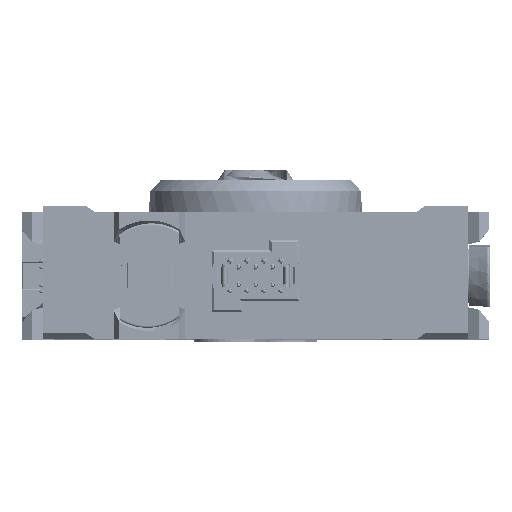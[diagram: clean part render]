
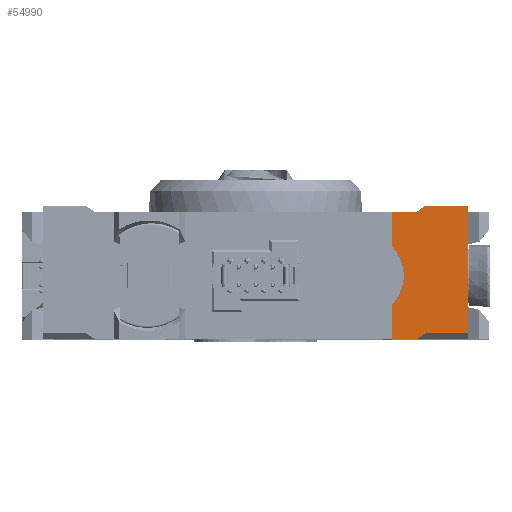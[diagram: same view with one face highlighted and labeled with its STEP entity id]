
A CAD part, top view. The second image highlights one B-rep face of the part: STEP entity #54990.
In plain terms, the highlighted planar face has unit normal (0, 0, 1).
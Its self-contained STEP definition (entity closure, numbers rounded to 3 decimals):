
#2448 = CARTESIAN_POINT ( 'NONE',  ( 100., 30., 100. ) ) ;
#2647 = EDGE_CURVE ( 'NONE', #33946, #83646, #27384, .T. ) ;
#2707 = CARTESIAN_POINT ( 'NONE',  ( 80., 33., 100. ) ) ;
#3627 = CARTESIAN_POINT ( 'NONE',  ( 100., 33., 100. ) ) ;
#7718 = VERTEX_POINT ( 'NONE', #33367 ) ;
#7948 = ORIENTED_EDGE ( 'NONE', *, *, #2647, .T. ) ;
#9882 = EDGE_CURVE ( 'NONE', #84477, #35832, #42826, .T. ) ;
#10293 = DIRECTION ( 'NONE',  ( 0., 0., 1. ) ) ;
#12502 = PLANE ( 'NONE',  #39981 ) ;
#13136 = CIRCLE ( 'NONE', #72284, 19.726 ) ;
#13581 = CARTESIAN_POINT ( 'NONE',  ( 100., 33., 100. ) ) ;
#14325 = VERTEX_POINT ( 'NONE', #3627 ) ;
#14590 = CARTESIAN_POINT ( 'NONE',  ( 64.2, -30., 100. ) ) ;
#14612 = EDGE_CURVE ( 'NONE', #7718, #83646, #78547, .T. ) ;
#15154 = DIRECTION ( 'NONE',  ( -1., 0., 0. ) ) ;
#18833 = VECTOR ( 'NONE', #48809, 1000. ) ;
#20247 = EDGE_CURVE ( 'NONE', #37045, #51266, #87526, .T. ) ;
#20459 = DIRECTION ( 'NONE',  ( 0.816, 0.577, 0. ) ) ;
#21579 = VECTOR ( 'NONE', #15154, 1000. ) ;
#23000 = CARTESIAN_POINT ( 'NONE',  ( 75.757, -30., 100. ) ) ;
#23102 = DIRECTION ( 'NONE',  ( 1., 0., 0. ) ) ;
#23313 = CARTESIAN_POINT ( 'NONE',  ( 64.2, -13.693, 100. ) ) ;
#23558 = ORIENTED_EDGE ( 'NONE', *, *, #14612, .F. ) ;
#23874 = ORIENTED_EDGE ( 'NONE', *, *, #67281, .T. ) ;
#23938 = CARTESIAN_POINT ( 'NONE',  ( 64.2, -30., 100. ) ) ;
#25045 = DIRECTION ( 'NONE',  ( -0.816, -0.577, 0. ) ) ;
#25462 = CARTESIAN_POINT ( 'NONE',  ( 64.2, 30., 100. ) ) ;
#27384 = LINE ( 'NONE', #83877, #80357 ) ;
#27707 = CARTESIAN_POINT ( 'NONE',  ( 80., -27., 100. ) ) ;
#28011 = CARTESIAN_POINT ( 'NONE',  ( 80., -27., 100. ) ) ;
#31146 = DIRECTION ( 'NONE',  ( 0., -1., 0. ) ) ;
#31718 = ORIENTED_EDGE ( 'NONE', *, *, #72567, .F. ) ;
#33367 = CARTESIAN_POINT ( 'NONE',  ( 100., -27., 100. ) ) ;
#33946 = VERTEX_POINT ( 'NONE', #23000 ) ;
#34099 = ORIENTED_EDGE ( 'NONE', *, *, #85058, .F. ) ;
#35832 = VERTEX_POINT ( 'NONE', #25462 ) ;
#37045 = VERTEX_POINT ( 'NONE', #2707 ) ;
#39981 = AXIS2_PLACEMENT_3D ( 'NONE', #68505, #40733, #81933 ) ;
#40125 = CARTESIAN_POINT ( 'NONE',  ( 64.2, -30., 100. ) ) ;
#40599 = ORIENTED_EDGE ( 'NONE', *, *, #9882, .F. ) ;
#40733 = DIRECTION ( 'NONE',  ( 0., 0., -1. ) ) ;
#40998 = VECTOR ( 'NONE', #25045, 1000. ) ;
#41505 = DIRECTION ( 'NONE',  ( 0., 1., 0. ) ) ;
#41857 = CARTESIAN_POINT ( 'NONE',  ( -100., 30., 100. ) ) ;
#42826 = LINE ( 'NONE', #14590, #44171 ) ;
#44171 = VECTOR ( 'NONE', #64117, 1000. ) ;
#44662 = VECTOR ( 'NONE', #48328, 1000. ) ;
#47665 = FACE_OUTER_BOUND ( 'NONE', #55354, .T. ) ;
#48328 = DIRECTION ( 'NONE',  ( 1., 0., 0. ) ) ;
#48809 = DIRECTION ( 'NONE',  ( 1., 0., 0. ) ) ;
#49793 = EDGE_CURVE ( 'NONE', #14325, #7718, #88536, .T. ) ;
#49821 = VERTEX_POINT ( 'NONE', #23313 ) ;
#51266 = VERTEX_POINT ( 'NONE', #72257 ) ;
#52400 = DIRECTION ( 'NONE',  ( -1., 0., 0. ) ) ;
#54990 = ADVANCED_FACE ( 'NONE', ( #47665 ), #12502, .F. ) ;
#55139 = ORIENTED_EDGE ( 'NONE', *, *, #77177, .F. ) ;
#55354 = EDGE_LOOP ( 'NONE', ( #23874, #7948, #23558, #65137, #55139, #59715, #31718, #40599, #34099, #63285 ) ) ;
#58926 = CARTESIAN_POINT ( 'NONE',  ( 50., 0., 100. ) ) ;
#59592 = VECTOR ( 'NONE', #23102, 1000. ) ;
#59715 = ORIENTED_EDGE ( 'NONE', *, *, #20247, .T. ) ;
#63285 = ORIENTED_EDGE ( 'NONE', *, *, #64426, .F. ) ;
#64117 = DIRECTION ( 'NONE',  ( 0., 1., 0. ) ) ;
#64139 = CARTESIAN_POINT ( 'NONE',  ( 64.2, 13.693, 100. ) ) ;
#64426 = EDGE_CURVE ( 'NONE', #70838, #49821, #69280, .T. ) ;
#65137 = ORIENTED_EDGE ( 'NONE', *, *, #49793, .F. ) ;
#66263 = CARTESIAN_POINT ( 'NONE',  ( -41.414, -52.853, 100. ) ) ;
#67281 = EDGE_CURVE ( 'NONE', #70838, #33946, #78192, .T. ) ;
#68505 = CARTESIAN_POINT ( 'NONE',  ( -100., 30., 100. ) ) ;
#69280 = LINE ( 'NONE', #40125, #82988 ) ;
#70054 = LINE ( 'NONE', #13581, #44662 ) ;
#70838 = VERTEX_POINT ( 'NONE', #23938 ) ;
#71709 = CARTESIAN_POINT ( 'NONE',  ( -100., -30., 100. ) ) ;
#72257 = CARTESIAN_POINT ( 'NONE',  ( 75.757, 30., 100. ) ) ;
#72284 = AXIS2_PLACEMENT_3D ( 'NONE', #58926, #10293, #52400 ) ;
#72567 = EDGE_CURVE ( 'NONE', #35832, #51266, #90917, .T. ) ;
#77177 = EDGE_CURVE ( 'NONE', #37045, #14325, #70054, .T. ) ;
#78192 = LINE ( 'NONE', #71709, #59592 ) ;
#78547 = LINE ( 'NONE', #27707, #21579 ) ;
#80357 = VECTOR ( 'NONE', #20459, 1000. ) ;
#81933 = DIRECTION ( 'NONE',  ( -1., 0., 0. ) ) ;
#82289 = VECTOR ( 'NONE', #31146, 1000. ) ;
#82988 = VECTOR ( 'NONE', #41505, 1000. ) ;
#83646 = VERTEX_POINT ( 'NONE', #28011 ) ;
#83877 = CARTESIAN_POINT ( 'NONE',  ( 93.333, -17.572, 100. ) ) ;
#84477 = VERTEX_POINT ( 'NONE', #64139 ) ;
#85058 = EDGE_CURVE ( 'NONE', #49821, #84477, #13136, .T. ) ;
#87526 = LINE ( 'NONE', #66263, #40998 ) ;
#88536 = LINE ( 'NONE', #2448, #82289 ) ;
#90917 = LINE ( 'NONE', #41857, #18833 ) ;
